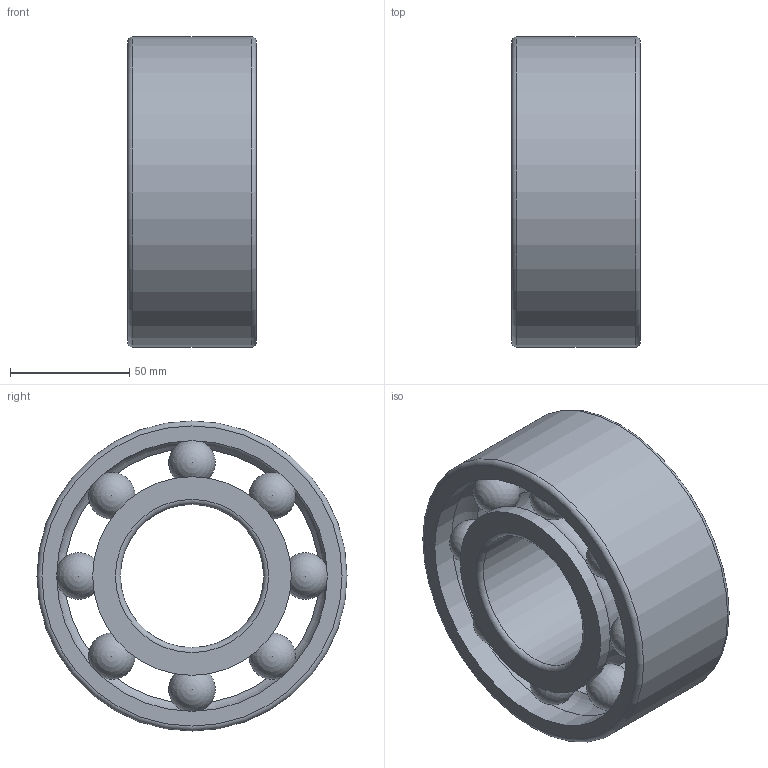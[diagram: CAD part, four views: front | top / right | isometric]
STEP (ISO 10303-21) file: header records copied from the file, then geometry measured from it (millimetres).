
FILE_DESCRIPTION(/* description */ ('STEP AP214'),/* implementation_level */ '2;1');
FILE_NAME(/* name */ '5312S',/* time_stamp */ '2026-03-12T19:25:40+01:00',/* author */ ('License CC BY-ND 4.0'),/* organization */ ('CADENAS'),/* preprocessor_version */ 'ST-DEVELOPER v20',/* originating_system */ 'PARTsolutions',/* authorisation */ ' ');
FILE_SCHEMA (('AUTOMOTIVE_DESIGN {1 0 10303 214 3 1 1}'));
Length unit declared in the file: millimetre
Products named in the file (4): 5312S; 5312S Inner ring; 5312S Outer ring; 5312S Ball
Assembly tree (18 placements, depth 2):
  5312S
    5312S Inner ring
    5312S Outer ring
    5312S Ball  x16
Bounding box: 54 x 130 x 130 mm (x, y, z)
Volume: 368091.7 mm3; surface area: 96755.2 mm2
Topology: 18 solids, 18 shells, 36 faces, 84 edges, 52 vertices
Faces by surface type: sphere 16, torus 8, cylinder 8, plane 4
Full cylindrical faces by diameter (mm): 60 x1, 83.24 x3, 106.76 x1, 113.396 x2, 130 x1
Entity records: 647 total; most frequent: DIRECTION 120, CARTESIAN_POINT 81, AXIS2_PLACEMENT_3D 60, FACE_BOUND 41, ORIENTED_EDGE 40, EDGE_LOOP 40, PRODUCT_DEFINITION_SHAPE 22, VERTEX_POINT 21
